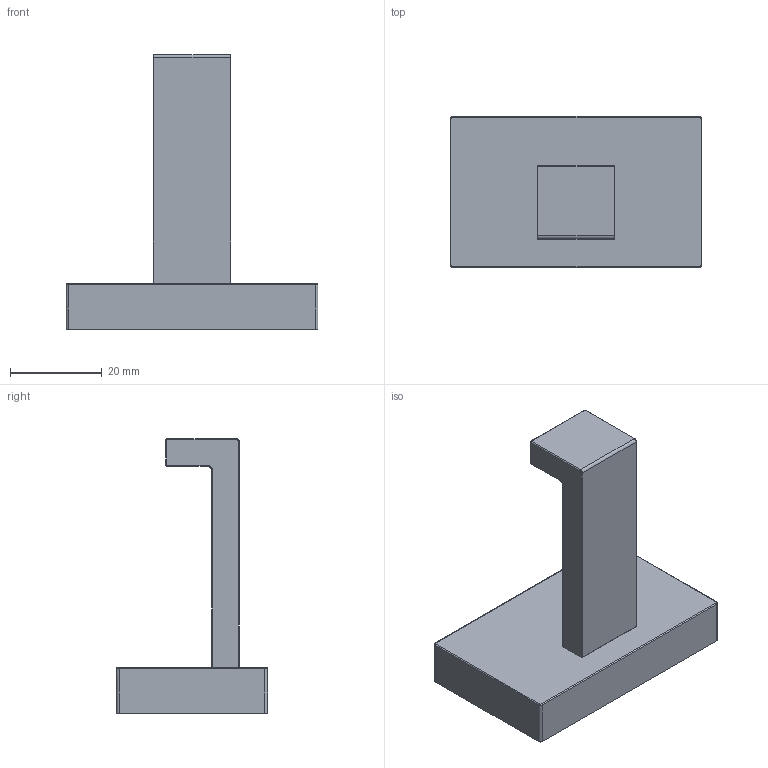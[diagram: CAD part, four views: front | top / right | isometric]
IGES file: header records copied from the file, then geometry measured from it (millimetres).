
Global section: file name: bce19bf1-ecda-40d7-a70c-036de41cb2bf.zip; native system: unknown; preprocessor: unknown; author: unknown; organization: unknown; date: 20200108.080719; units: millimetre
Bounding box: 55 x 33 x 60 mm (x, y, z)
Volume: 24265.2 mm3; surface area: 8290.2 mm2
Topology: 2 solids, 2 shells, 56 faces, 120 edges, 68 vertices
Faces by surface type: bspline 56
